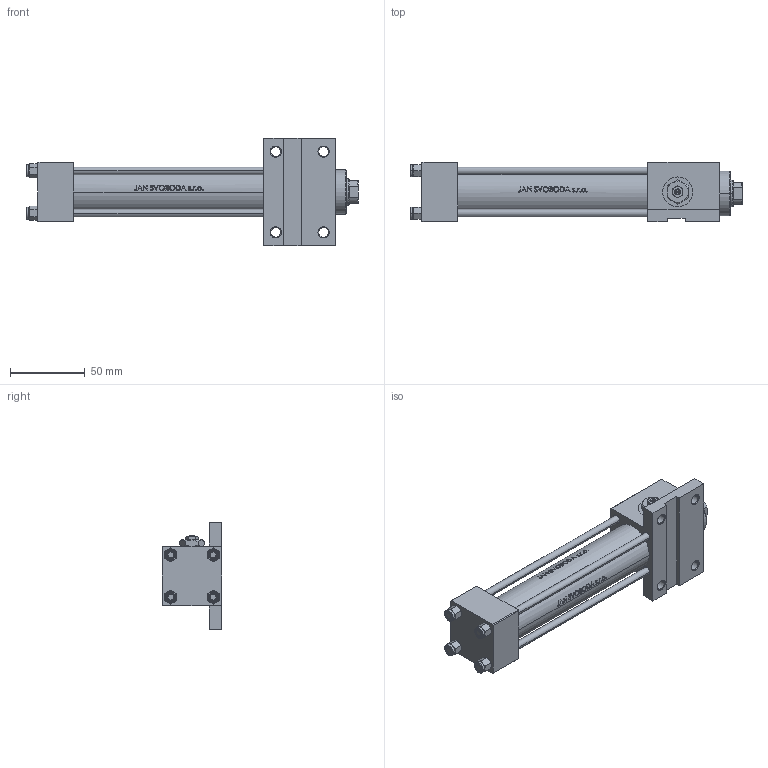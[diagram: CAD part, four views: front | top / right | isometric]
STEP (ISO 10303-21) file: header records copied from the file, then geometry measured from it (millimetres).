
FILE_DESCRIPTION (( 'STEP AP203' ), '1' );
FILE_NAME ('a08b.STEP', '2023-01-17T19:09:41', ( '' ), ( '' ), 'SwSTEP 2.0', 'SolidWorks 2019', '' );
FILE_SCHEMA (( 'CONFIG_CONTROL_DESIGN' ));
Length unit declared in the file: millimetre
Products named in the file (7): NUT_M5_F 4bd78da62db29841cddedbed92642e5b; Zatka_pro_OIL_PORT 4bd78da62db29841cddedbed92642e5b; V215_VC_A 4bd78da62db29841cddedbed92642e5b; V215CR_VCP_F 4bd78da62db29841cddedbed92642e5b; a08b; V215CR_F_Body 4bd78da62db29841cddedbed92642e5b; V215CR_F_TYCINKA 4bd78da62db29841cddedbed92642e5b
Assembly tree (12 placements, depth 2):
  a08b
    V215CR_F_Body 4bd78da62db29841cddedbed92642e5b
    V215CR_VCP_F 4bd78da62db29841cddedbed92642e5b
    V215CR_F_TYCINKA 4bd78da62db29841cddedbed92642e5b  x4
    NUT_M5_F 4bd78da62db29841cddedbed92642e5b  x4
    V215_VC_A 4bd78da62db29841cddedbed92642e5b
    Zatka_pro_OIL_PORT 4bd78da62db29841cddedbed92642e5b
Bounding box: 222 x 40 x 72 mm (x, y, z)
Volume: 207029.1 mm3; surface area: 85317.5 mm2
Topology: 12 solids, 12 shells, 1154 faces, 2851 edges, 1835 vertices
Faces by surface type: plane 462, bspline 380, cone 172, cylinder 132, torus 8
Entity records: 49322 total; most frequent: CARTESIAN_POINT 26398, ORIENTED_EDGE 5194, DIRECTION 3321, EDGE_CURVE 2597, VERTEX_POINT 1691, LINE 1321, VECTOR 1321, EDGE_LOOP 1170
